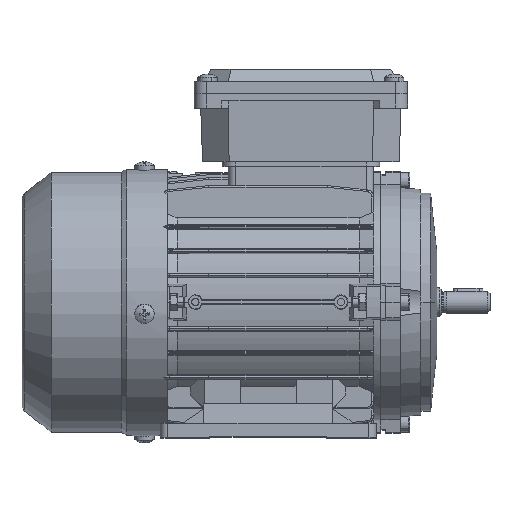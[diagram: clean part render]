
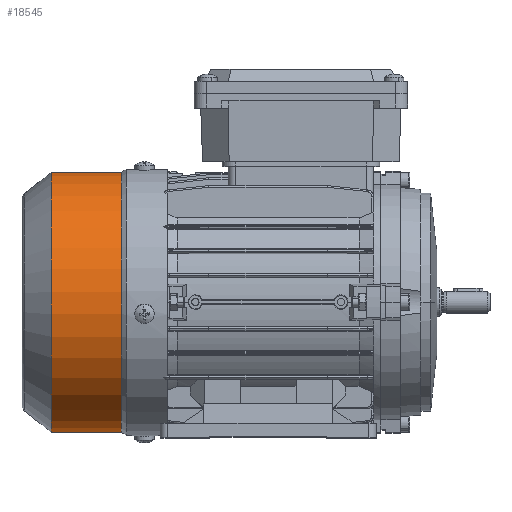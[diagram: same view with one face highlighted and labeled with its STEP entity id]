
A CAD part, top view. The second image highlights one B-rep face of the part: STEP entity #18545.
In plain terms, the highlighted cylindrical face has radius 53.8 mm (diameter 107.6 mm), a partial arc.
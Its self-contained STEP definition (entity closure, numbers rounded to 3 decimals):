
#10717 = DIRECTION ( 'NONE',  ( -1., 0., 0. ) ) ;
#10718 = VECTOR ( 'NONE', #10717, 1000. ) ;
#10721 = CARTESIAN_POINT ( 'NONE',  ( 0., 0., -53.8 ) ) ;
#10723 = LINE ( 'NONE', #10721, #10718 ) ;
#10923 = CARTESIAN_POINT ( 'NONE',  ( 19., 0., -53.8 ) ) ;
#10925 = CARTESIAN_POINT ( 'NONE',  ( 19., 0., 53.8 ) ) ;
#10927 = DIRECTION ( 'NONE',  ( 0., 0., 1. ) ) ;
#10929 = DIRECTION ( 'NONE',  ( -1., 0., 0. ) ) ;
#10931 = CARTESIAN_POINT ( 'NONE',  ( 19., 0., 0. ) ) ;
#10933 = AXIS2_PLACEMENT_3D ( 'NONE', #10931, #10929, #10927 ) ;
#10937 = CIRCLE ( 'NONE', #10933, 53.8 ) ;
#11224 = DIRECTION ( 'NONE',  ( -1., 0., 0. ) ) ;
#11225 = VECTOR ( 'NONE', #11224, 1000. ) ;
#11227 = CARTESIAN_POINT ( 'NONE',  ( 0., 0., 53.8 ) ) ;
#11229 = LINE ( 'NONE', #11227, #11225 ) ;
#11278 = DIRECTION ( 'NONE',  ( 0., 0., 1. ) ) ;
#11279 = DIRECTION ( 'NONE',  ( -1., 0., 0. ) ) ;
#11281 = CARTESIAN_POINT ( 'NONE',  ( 48., 0., 0. ) ) ;
#11282 = AXIS2_PLACEMENT_3D ( 'NONE', #11281, #11279, #11278 ) ;
#11286 = DIRECTION ( 'NONE',  ( 0., 0., 1. ) ) ;
#11288 = DIRECTION ( 'NONE',  ( -1., 0., 0. ) ) ;
#11289 = CARTESIAN_POINT ( 'NONE',  ( 0., 0., 0. ) ) ;
#11291 = AXIS2_PLACEMENT_3D ( 'NONE', #11289, #11288, #11286 ) ;
#11292 = CYLINDRICAL_SURFACE ( 'NONE', #11291, 53.8 ) ;
#11294 = CIRCLE ( 'NONE', #11282, 53.8 ) ;
#11299 = FACE_OUTER_BOUND ( 'NONE', #18547, .T. ) ;
#18405 = EDGE_CURVE ( 'NONE', #89284, #18432, #10723, .T. ) ;
#18406 = ORIENTED_EDGE ( 'NONE', *, *, #18427, .F. ) ;
#18427 = EDGE_CURVE ( 'NONE', #18429, #18432, #10937, .T. ) ;
#18429 = VERTEX_POINT ( 'NONE', #10925 ) ;
#18432 = VERTEX_POINT ( 'NONE', #10923 ) ;
#18515 = ORIENTED_EDGE ( 'NONE', *, *, #18517, .F. ) ;
#18517 = EDGE_CURVE ( 'NONE', #89286, #18429, #11229, .T. ) ;
#18545 = ADVANCED_FACE ( 'NONE', ( #11299 ), #11292, .T. ) ;
#18547 = EDGE_LOOP ( 'NONE', ( #18549, #89283, #18406, #18515 ) ) ;
#18549 = ORIENTED_EDGE ( 'NONE', *, *, #18551, .T. ) ;
#18551 = EDGE_CURVE ( 'NONE', #89286, #89284, #11294, .T. ) ;
#89028 = CARTESIAN_POINT ( 'NONE',  ( 48., 0., 53.8 ) ) ;
#89033 = CARTESIAN_POINT ( 'NONE',  ( 48., 0., -53.8 ) ) ;
#89283 = ORIENTED_EDGE ( 'NONE', *, *, #18405, .T. ) ;
#89284 = VERTEX_POINT ( 'NONE', #89033 ) ;
#89286 = VERTEX_POINT ( 'NONE', #89028 ) ;
